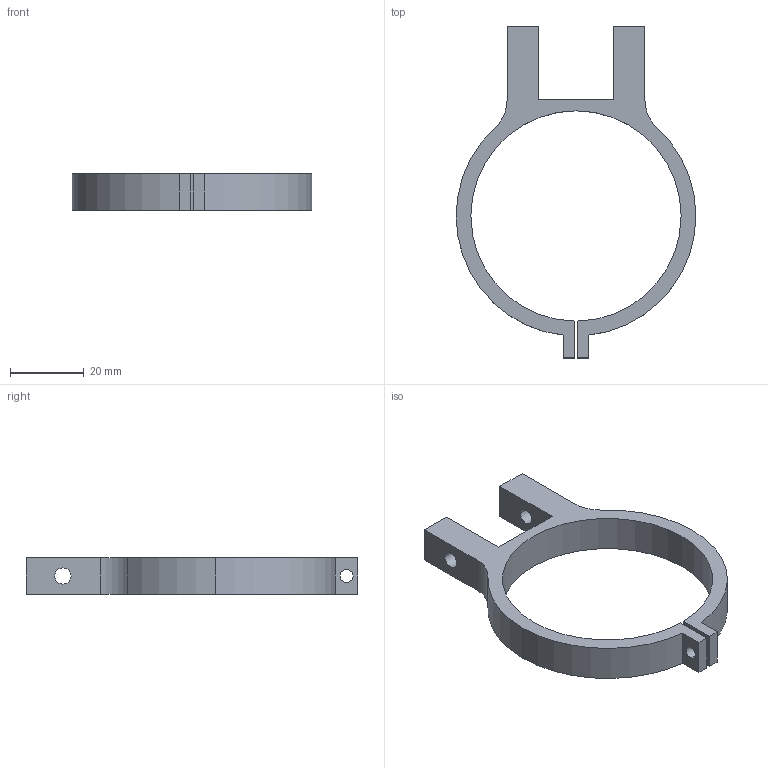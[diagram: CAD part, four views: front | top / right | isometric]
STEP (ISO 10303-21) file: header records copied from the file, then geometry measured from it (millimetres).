
FILE_DESCRIPTION (( 'STEP AP203' ), '1' );
FILE_NAME ('guider_attachment_front.step', '2020-06-16T23:06:32', ( '' ), ( '' ), 'SwSTEP 2.0', 'SolidWorks 2020', '' );
FILE_SCHEMA (( 'CONFIG_CONTROL_DESIGN' ));
Length unit declared in the file: millimetre
Products named in the file (1): guider_attachment_front
Bounding box: 65 x 90 x 10 mm (x, y, z)
Volume: 11467.3 mm3; surface area: 7555.8 mm2
Topology: 1 solids, 1 shells, 31 faces, 87 edges, 58 vertices
Faces by surface type: cylinder 16, plane 15
Entity records: 1106 total; most frequent: DIRECTION 183, CARTESIAN_POINT 177, ORIENTED_EDGE 174, EDGE_CURVE 87, AXIS2_PLACEMENT_3D 64, VERTEX_POINT 58, VECTOR 55, LINE 55
